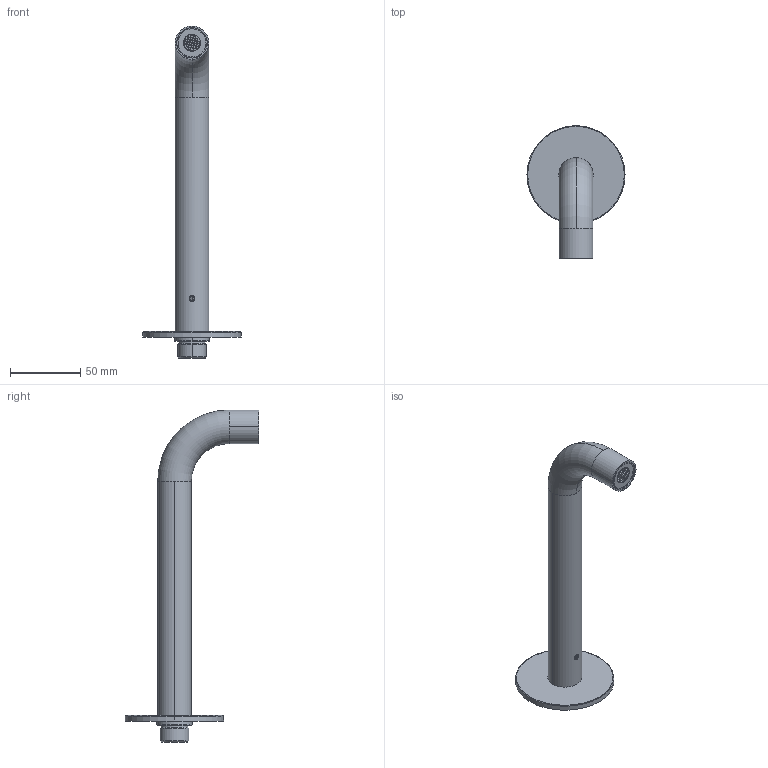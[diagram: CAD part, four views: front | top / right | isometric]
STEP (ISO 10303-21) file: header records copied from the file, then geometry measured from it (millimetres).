
FILE_DESCRIPTION (( 'STEP AP214' ), '1' );
FILE_NAME ('BIC.0010.200.STEP', '2023-01-19T18:54:16', ( '' ), ( '' ), 'SwSTEP 2.0', 'SolidWorks 2022', '' );
FILE_SCHEMA (( 'AUTOMOTIVE_DESIGN' ));
Length unit declared in the file: millimetre
Products named in the file (5): 0001-ESPELHO_Ø70_BICA_Ø24MM_000000000000; AEREADOR_M21.5x1; 0039.005.00; BIC.0010.200; 0096.002.00
Assembly tree (4 placements, depth 2):
  BIC.0010.200
    0039.005.00
    AEREADOR_M21.5x1
    0096.002.00
    0001-ESPELHO_Ø70_BICA_Ø24MM_000000000000
Bounding box: 70 x 95 x 237 mm (x, y, z)
Volume: 53858.1 mm3; surface area: 53596.6 mm2
Topology: 4 solids, 12 shells, 512 faces, 1182 edges, 759 vertices
Faces by surface type: plane 326, cylinder 124, cone 54, torus 6, bspline 2
Entity records: 15862 total; most frequent: CARTESIAN_POINT 3674, DIRECTION 2518, ORIENTED_EDGE 2360, EDGE_CURVE 1180, VECTOR 858, LINE 858, AXIS2_PLACEMENT_3D 830, VERTEX_POINT 759
